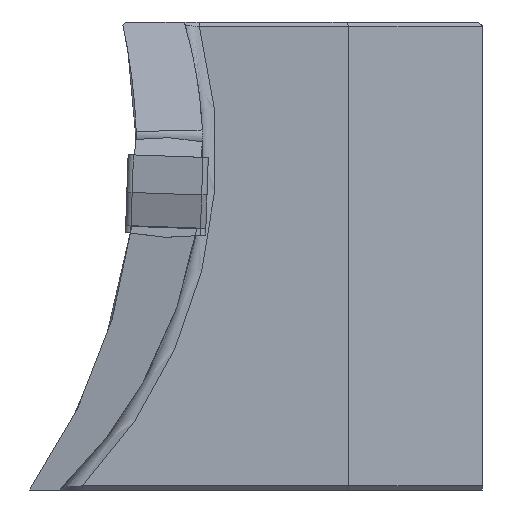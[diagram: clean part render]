
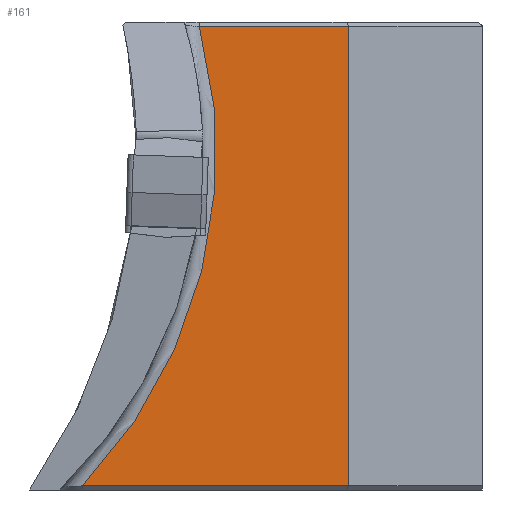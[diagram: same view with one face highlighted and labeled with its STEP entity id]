
A CAD part, left-side view. The second image highlights one B-rep face of the part: STEP entity #161.
In plain terms, the highlighted planar face has unit normal (-1, 0, 0).
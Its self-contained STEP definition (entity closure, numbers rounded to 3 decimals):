
#38=CIRCLE('',#1304,36.);
#161=ADVANCED_FACE('',(#274),#213,.F.);
#213=PLANE('',#1305);
#274=FACE_OUTER_BOUND('',#340,.T.);
#340=EDGE_LOOP('',(#616,#617,#618,#619));
#616=ORIENTED_EDGE('',*,*,#951,.T.);
#617=ORIENTED_EDGE('',*,*,#952,.T.);
#618=ORIENTED_EDGE('',*,*,#953,.T.);
#619=ORIENTED_EDGE('',*,*,#954,.T.);
#799=VERTEX_POINT('',#2015);
#800=VERTEX_POINT('',#2016);
#801=VERTEX_POINT('',#2018);
#802=VERTEX_POINT('',#2020);
#951=EDGE_CURVE('',#799,#800,#38,.T.);
#952=EDGE_CURVE('',#800,#801,#1082,.T.);
#953=EDGE_CURVE('',#801,#802,#1083,.T.);
#954=EDGE_CURVE('',#802,#799,#1084,.T.);
#1082=LINE('',#2017,#1208);
#1083=LINE('',#2019,#1209);
#1084=LINE('',#2021,#1210);
#1208=VECTOR('',#1591,1.);
#1209=VECTOR('',#1592,1.);
#1210=VECTOR('',#1593,1.);
#1304=AXIS2_PLACEMENT_3D('',#2014,#1589,#1590);
#1305=AXIS2_PLACEMENT_3D('',#2022,#1594,#1595);
#1589=DIRECTION('',(1.,0.,0.));
#1590=DIRECTION('',(0.,0.,-1.));
#1591=DIRECTION('',(0.,-1.,0.));
#1592=DIRECTION('',(0.,0.,1.));
#1593=DIRECTION('',(0.,1.,0.));
#1594=DIRECTION('',(1.,0.,0.));
#1595=DIRECTION('',(0.,0.,-1.));
#2014=CARTESIAN_POINT('',(36.,30.9,0.2));
#2015=CARTESIAN_POINT('',(36.,-3.824,9.7));
#2016=CARTESIAN_POINT('',(36.,4.9,-24.7));
#2017=CARTESIAN_POINT('',(36.,30.9,-24.7));
#2018=CARTESIAN_POINT('',(36.,-15.,-24.7));
#2019=CARTESIAN_POINT('',(36.,-15.,10.));
#2020=CARTESIAN_POINT('',(36.,-15.,9.7));
#2021=CARTESIAN_POINT('',(36.,30.9,9.7));
#2022=CARTESIAN_POINT('',(36.,30.9,0.2));
